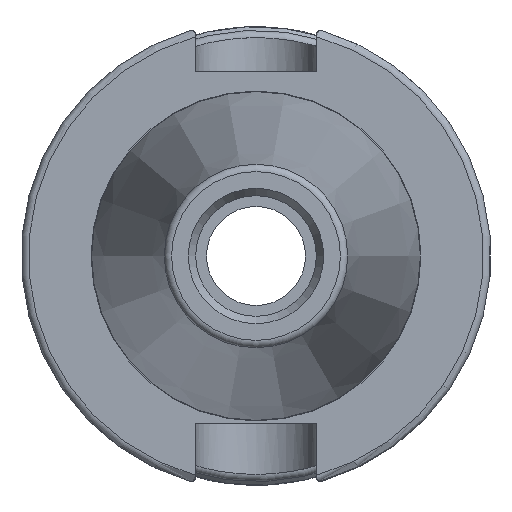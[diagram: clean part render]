
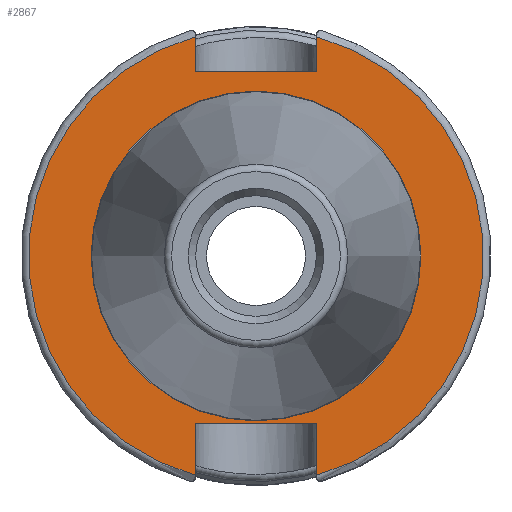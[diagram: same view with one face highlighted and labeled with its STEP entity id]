
A CAD part, left-side view. The second image highlights one B-rep face of the part: STEP entity #2867.
In plain terms, the highlighted planar face has unit normal (-1, 0, 0).
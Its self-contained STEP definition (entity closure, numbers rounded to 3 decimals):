
#123=FACE_BOUND('',#445,.T.);
#142=PLANE('',#3146);
#263=FACE_OUTER_BOUND('',#444,.T.);
#444=EDGE_LOOP('',(#2003,#2004,#2005,#2006,#2007,#2008,#2009,#2010));
#445=EDGE_LOOP('',(#2011));
#636=CIRCLE('',#3144,22.3);
#638=CIRCLE('',#3147,30.75);
#639=CIRCLE('',#3148,30.75);
#763=LINE('',#4350,#964);
#764=LINE('',#4354,#965);
#765=LINE('',#4356,#966);
#766=LINE('',#4358,#967);
#767=LINE('',#4362,#968);
#768=LINE('',#4363,#969);
#964=VECTOR('',#3522,10.);
#965=VECTOR('',#3525,10.);
#966=VECTOR('',#3526,10.);
#967=VECTOR('',#3527,10.);
#968=VECTOR('',#3530,10.);
#969=VECTOR('',#3531,10.);
#1226=VERTEX_POINT('',#4343);
#1227=VERTEX_POINT('',#4348);
#1228=VERTEX_POINT('',#4349);
#1229=VERTEX_POINT('',#4351);
#1230=VERTEX_POINT('',#4353);
#1231=VERTEX_POINT('',#4355);
#1232=VERTEX_POINT('',#4357);
#1233=VERTEX_POINT('',#4359);
#1234=VERTEX_POINT('',#4361);
#1525=EDGE_CURVE('',#1226,#1226,#636,.T.);
#1527=EDGE_CURVE('',#1227,#1228,#763,.T.);
#1528=EDGE_CURVE('',#1229,#1228,#638,.T.);
#1529=EDGE_CURVE('',#1229,#1230,#764,.T.);
#1530=EDGE_CURVE('',#1230,#1231,#765,.T.);
#1531=EDGE_CURVE('',#1231,#1232,#766,.T.);
#1532=EDGE_CURVE('',#1233,#1232,#639,.T.);
#1533=EDGE_CURVE('',#1233,#1234,#767,.T.);
#1534=EDGE_CURVE('',#1234,#1227,#768,.T.);
#2003=ORIENTED_EDGE('',*,*,#1527,.T.);
#2004=ORIENTED_EDGE('',*,*,#1528,.F.);
#2005=ORIENTED_EDGE('',*,*,#1529,.T.);
#2006=ORIENTED_EDGE('',*,*,#1530,.T.);
#2007=ORIENTED_EDGE('',*,*,#1531,.T.);
#2008=ORIENTED_EDGE('',*,*,#1532,.F.);
#2009=ORIENTED_EDGE('',*,*,#1533,.T.);
#2010=ORIENTED_EDGE('',*,*,#1534,.T.);
#2011=ORIENTED_EDGE('',*,*,#1525,.F.);
#2867=ADVANCED_FACE('',(#263,#123),#142,.T.);
#3144=AXIS2_PLACEMENT_3D('',#4345,#3516,#3517);
#3146=AXIS2_PLACEMENT_3D('',#4347,#3520,#3521);
#3147=AXIS2_PLACEMENT_3D('',#4352,#3523,#3524);
#3148=AXIS2_PLACEMENT_3D('',#4360,#3528,#3529);
#3516=DIRECTION('center_axis',(-1.,0.,0.));
#3517=DIRECTION('ref_axis',(0.,-1.,0.));
#3520=DIRECTION('center_axis',(-1.,0.,0.));
#3521=DIRECTION('ref_axis',(0.,0.,1.));
#3522=DIRECTION('',(0.,0.,1.));
#3523=DIRECTION('center_axis',(1.,0.,0.));
#3524=DIRECTION('ref_axis',(0.,1.,0.));
#3525=DIRECTION('',(0.,0.,1.));
#3526=DIRECTION('',(0.,-1.,0.));
#3527=DIRECTION('',(0.,0.,-1.));
#3528=DIRECTION('center_axis',(1.,0.,0.));
#3529=DIRECTION('ref_axis',(0.,-1.,0.));
#3530=DIRECTION('',(0.,0.,-1.));
#3531=DIRECTION('',(0.,1.,0.));
#4343=CARTESIAN_POINT('',(3.175,0.,22.3));
#4345=CARTESIAN_POINT('Origin',(3.175,0.,0.));
#4347=CARTESIAN_POINT('Origin',(3.175,31.75,0.));
#4348=CARTESIAN_POINT('',(3.175,8.19,25.));
#4349=CARTESIAN_POINT('',(3.175,8.19,29.639));
#4350=CARTESIAN_POINT('',(3.175,8.19,12.5));
#4351=CARTESIAN_POINT('',(3.175,8.19,-29.639));
#4352=CARTESIAN_POINT('Origin',(3.175,0.,0.));
#4353=CARTESIAN_POINT('',(3.175,8.19,-22.6));
#4354=CARTESIAN_POINT('',(3.175,8.19,-11.3));
#4355=CARTESIAN_POINT('',(3.175,-8.19,-22.6));
#4356=CARTESIAN_POINT('',(3.175,15.875,-22.6));
#4357=CARTESIAN_POINT('',(3.175,-8.19,-29.639));
#4358=CARTESIAN_POINT('',(3.175,-8.19,-11.3));
#4359=CARTESIAN_POINT('',(3.175,-8.19,29.639));
#4360=CARTESIAN_POINT('Origin',(3.175,0.,0.));
#4361=CARTESIAN_POINT('',(3.175,-8.19,25.));
#4362=CARTESIAN_POINT('',(3.175,-8.19,12.5));
#4363=CARTESIAN_POINT('',(3.175,15.875,25.));
